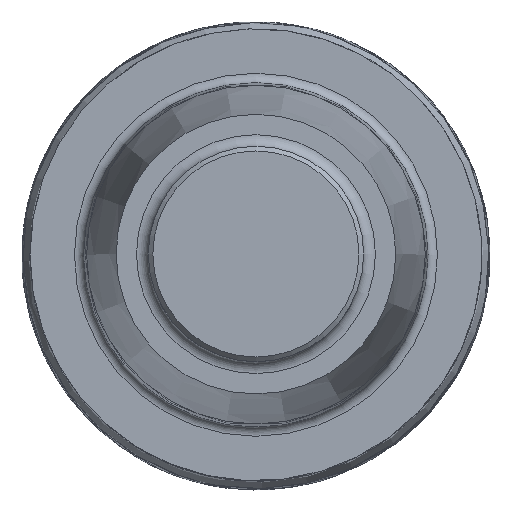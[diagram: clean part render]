
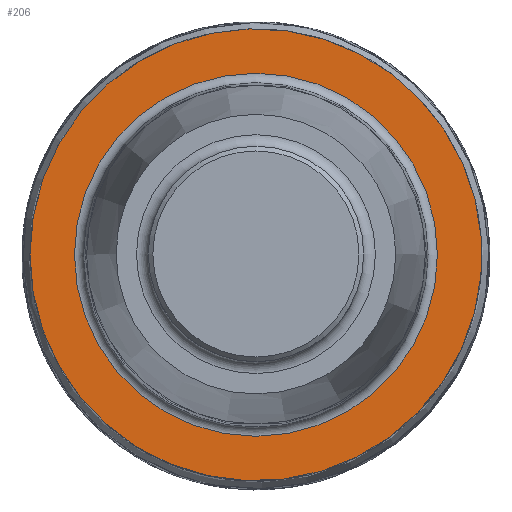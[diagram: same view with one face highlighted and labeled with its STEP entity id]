
A CAD part, top view. The second image highlights one B-rep face of the part: STEP entity #206.
In plain terms, the highlighted planar face has unit normal (0, 0, 1).
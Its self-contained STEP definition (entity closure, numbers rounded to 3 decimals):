
#177=FACE_BOUND('',#274,.T.);
#178=FACE_BOUND('',#275,.T.);
#206=ADVANCED_FACE('',(#177,#178),#228,.F.);
#228=PLANE('',#601);
#274=EDGE_LOOP('',(#340));
#275=EDGE_LOOP('',(#341));
#340=ORIENTED_EDGE('',*,*,#454,.T.);
#341=ORIENTED_EDGE('',*,*,#453,.F.);
#416=VERTEX_POINT('',#992);
#417=VERTEX_POINT('',#995);
#453=EDGE_CURVE('',#416,#416,#485,.T.);
#454=EDGE_CURVE('',#417,#417,#486,.T.);
#485=CIRCLE('',#598,9.65);
#486=CIRCLE('',#600,7.75);
#598=AXIS2_PLACEMENT_3D('',#991,#698,#699);
#600=AXIS2_PLACEMENT_3D('',#994,#702,#703);
#601=AXIS2_PLACEMENT_3D('',#996,#704,#705);
#698=DIRECTION('',(0.,0.,-1.));
#699=DIRECTION('',(-1.,0.,0.));
#702=DIRECTION('',(0.,0.,-1.));
#703=DIRECTION('',(-1.,0.,0.));
#704=DIRECTION('',(0.,0.,-1.));
#705=DIRECTION('',(-1.,0.,0.));
#991=CARTESIAN_POINT('',(0.,0.,0.));
#992=CARTESIAN_POINT('',(-9.65,0.,0.));
#994=CARTESIAN_POINT('',(0.,0.,0.));
#995=CARTESIAN_POINT('',(-7.75,0.,0.));
#996=CARTESIAN_POINT('',(-7.365,0.,0.));
